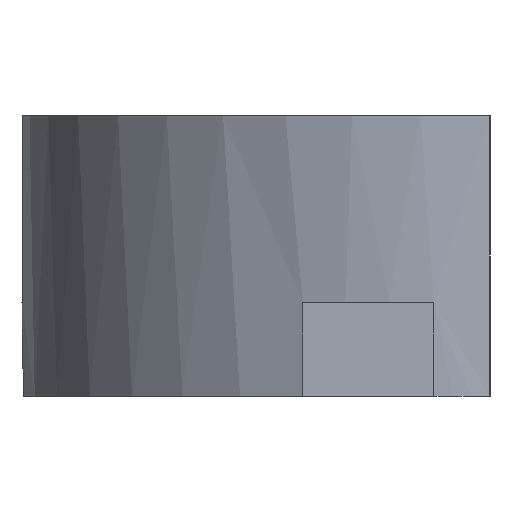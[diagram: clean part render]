
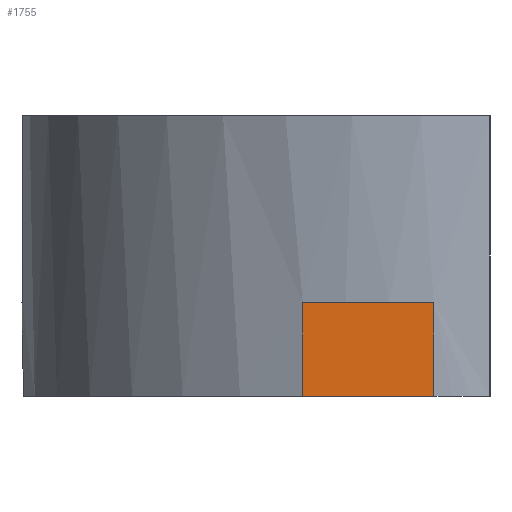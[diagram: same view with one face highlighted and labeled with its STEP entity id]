
A CAD part, left-side view. The second image highlights one B-rep face of the part: STEP entity #1755.
In plain terms, the highlighted planar face has unit normal (-1, 0, 0).
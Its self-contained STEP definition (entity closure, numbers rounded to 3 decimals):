
#159 = PLANE('',#160);
#160 = AXIS2_PLACEMENT_3D('',#161,#162,#163);
#161 = CARTESIAN_POINT('',(20.785,-3.,0.));
#162 = DIRECTION('',(0.,0.,-1.));
#163 = DIRECTION('',(-1.,0.,0.));
#887 = PLANE('',#888);
#888 = AXIS2_PLACEMENT_3D('',#889,#890,#891);
#889 = CARTESIAN_POINT('',(-29.,0.,0.));
#890 = DIRECTION('',(0.,1.,0.));
#891 = DIRECTION('',(1.,0.,0.));
#915 = PLANE('',#916);
#916 = AXIS2_PLACEMENT_3D('',#917,#918,#919);
#917 = CARTESIAN_POINT('',(-19.799,7.,5.));
#918 = DIRECTION('',(0.,0.,-1.));
#919 = DIRECTION('',(-1.,0.,0.));
#942 = PLANE('',#943);
#943 = AXIS2_PLACEMENT_3D('',#944,#945,#946);
#944 = CARTESIAN_POINT('',(-19.799,7.,0.));
#945 = DIRECTION('',(0.,-1.,0.));
#946 = DIRECTION('',(-1.,0.,0.));
#1092 = VERTEX_POINT('',#1093);
#1093 = CARTESIAN_POINT('',(-29.,0.,0.));
#1114 = EDGE_CURVE('',#1115,#1092,#1117,.T.);
#1115 = VERTEX_POINT('',#1116);
#1116 = CARTESIAN_POINT('',(-29.,7.,0.));
#1117 = SURFACE_CURVE('',#1118,(#1122,#1129),.PCURVE_S1.);
#1118 = LINE('',#1119,#1120);
#1119 = CARTESIAN_POINT('',(-29.,7.,0.));
#1120 = VECTOR('',#1121,1.);
#1121 = DIRECTION('',(0.,-1.,0.));
#1122 = PCURVE('',#159,#1123);
#1123 = DEFINITIONAL_REPRESENTATION('',(#1124),#1128);
#1124 = LINE('',#1125,#1126);
#1125 = CARTESIAN_POINT('',(49.785,10.));
#1126 = VECTOR('',#1127,1.);
#1127 = DIRECTION('',(0.,-1.));
#1128 = ( GEOMETRIC_REPRESENTATION_CONTEXT(2) 
PARAMETRIC_REPRESENTATION_CONTEXT() REPRESENTATION_CONTEXT('2D SPACE',''
  ) );
#1129 = PCURVE('',#1130,#1135);
#1130 = PLANE('',#1131);
#1131 = AXIS2_PLACEMENT_3D('',#1132,#1133,#1134);
#1132 = CARTESIAN_POINT('',(-29.,7.,0.));
#1133 = DIRECTION('',(1.,0.,0.));
#1134 = DIRECTION('',(0.,-1.,0.));
#1135 = DEFINITIONAL_REPRESENTATION('',(#1136),#1140);
#1136 = LINE('',#1137,#1138);
#1137 = CARTESIAN_POINT('',(0.,0.));
#1138 = VECTOR('',#1139,1.);
#1139 = DIRECTION('',(1.,0.));
#1140 = ( GEOMETRIC_REPRESENTATION_CONTEXT(2) 
PARAMETRIC_REPRESENTATION_CONTEXT() REPRESENTATION_CONTEXT('2D SPACE',''
  ) );
#1599 = VERTEX_POINT('',#1600);
#1600 = CARTESIAN_POINT('',(-29.,7.,5.));
#1621 = EDGE_CURVE('',#1115,#1599,#1622,.T.);
#1622 = SURFACE_CURVE('',#1623,(#1627,#1634),.PCURVE_S1.);
#1623 = LINE('',#1624,#1625);
#1624 = CARTESIAN_POINT('',(-29.,7.,0.));
#1625 = VECTOR('',#1626,1.);
#1626 = DIRECTION('',(0.,0.,1.));
#1627 = PCURVE('',#942,#1628);
#1628 = DEFINITIONAL_REPRESENTATION('',(#1629),#1633);
#1629 = LINE('',#1630,#1631);
#1630 = CARTESIAN_POINT('',(9.201,0.));
#1631 = VECTOR('',#1632,1.);
#1632 = DIRECTION('',(0.,-1.));
#1633 = ( GEOMETRIC_REPRESENTATION_CONTEXT(2) 
PARAMETRIC_REPRESENTATION_CONTEXT() REPRESENTATION_CONTEXT('2D SPACE',''
  ) );
#1634 = PCURVE('',#1130,#1635);
#1635 = DEFINITIONAL_REPRESENTATION('',(#1636),#1640);
#1636 = LINE('',#1637,#1638);
#1637 = CARTESIAN_POINT('',(0.,0.));
#1638 = VECTOR('',#1639,1.);
#1639 = DIRECTION('',(0.,-1.));
#1640 = ( GEOMETRIC_REPRESENTATION_CONTEXT(2) 
PARAMETRIC_REPRESENTATION_CONTEXT() REPRESENTATION_CONTEXT('2D SPACE',''
  ) );
#1648 = VERTEX_POINT('',#1649);
#1649 = CARTESIAN_POINT('',(-29.,0.,5.));
#1670 = EDGE_CURVE('',#1599,#1648,#1671,.T.);
#1671 = SURFACE_CURVE('',#1672,(#1676,#1683),.PCURVE_S1.);
#1672 = LINE('',#1673,#1674);
#1673 = CARTESIAN_POINT('',(-29.,7.,5.));
#1674 = VECTOR('',#1675,1.);
#1675 = DIRECTION('',(0.,-1.,0.));
#1676 = PCURVE('',#915,#1677);
#1677 = DEFINITIONAL_REPRESENTATION('',(#1678),#1682);
#1678 = LINE('',#1679,#1680);
#1679 = CARTESIAN_POINT('',(9.201,0.));
#1680 = VECTOR('',#1681,1.);
#1681 = DIRECTION('',(0.,-1.));
#1682 = ( GEOMETRIC_REPRESENTATION_CONTEXT(2) 
PARAMETRIC_REPRESENTATION_CONTEXT() REPRESENTATION_CONTEXT('2D SPACE',''
  ) );
#1683 = PCURVE('',#1130,#1684);
#1684 = DEFINITIONAL_REPRESENTATION('',(#1685),#1689);
#1685 = LINE('',#1686,#1687);
#1686 = CARTESIAN_POINT('',(0.,-5.));
#1687 = VECTOR('',#1688,1.);
#1688 = DIRECTION('',(1.,0.));
#1689 = ( GEOMETRIC_REPRESENTATION_CONTEXT(2) 
PARAMETRIC_REPRESENTATION_CONTEXT() REPRESENTATION_CONTEXT('2D SPACE',''
  ) );
#1726 = EDGE_CURVE('',#1092,#1648,#1727,.T.);
#1727 = SURFACE_CURVE('',#1728,(#1732,#1739),.PCURVE_S1.);
#1728 = LINE('',#1729,#1730);
#1729 = CARTESIAN_POINT('',(-29.,0.,0.));
#1730 = VECTOR('',#1731,1.);
#1731 = DIRECTION('',(0.,0.,1.));
#1732 = PCURVE('',#887,#1733);
#1733 = DEFINITIONAL_REPRESENTATION('',(#1734),#1738);
#1734 = LINE('',#1735,#1736);
#1735 = CARTESIAN_POINT('',(0.,0.));
#1736 = VECTOR('',#1737,1.);
#1737 = DIRECTION('',(0.,-1.));
#1738 = ( GEOMETRIC_REPRESENTATION_CONTEXT(2) 
PARAMETRIC_REPRESENTATION_CONTEXT() REPRESENTATION_CONTEXT('2D SPACE',''
  ) );
#1739 = PCURVE('',#1130,#1740);
#1740 = DEFINITIONAL_REPRESENTATION('',(#1741),#1745);
#1741 = LINE('',#1742,#1743);
#1742 = CARTESIAN_POINT('',(7.,0.));
#1743 = VECTOR('',#1744,1.);
#1744 = DIRECTION('',(0.,-1.));
#1745 = ( GEOMETRIC_REPRESENTATION_CONTEXT(2) 
PARAMETRIC_REPRESENTATION_CONTEXT() REPRESENTATION_CONTEXT('2D SPACE',''
  ) );
#1755 = ADVANCED_FACE('',(#1756),#1130,.F.);
#1756 = FACE_BOUND('',#1757,.F.);
#1757 = EDGE_LOOP('',(#1758,#1759,#1760,#1761));
#1758 = ORIENTED_EDGE('',*,*,#1621,.T.);
#1759 = ORIENTED_EDGE('',*,*,#1670,.T.);
#1760 = ORIENTED_EDGE('',*,*,#1726,.F.);
#1761 = ORIENTED_EDGE('',*,*,#1114,.F.);
